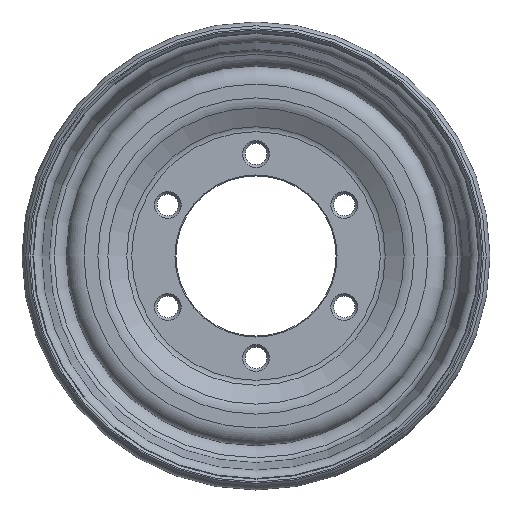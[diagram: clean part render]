
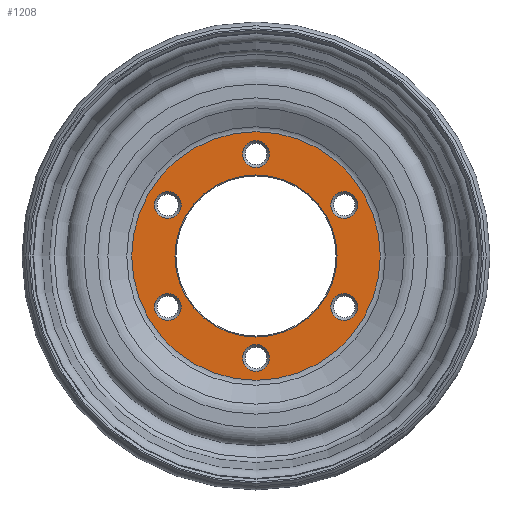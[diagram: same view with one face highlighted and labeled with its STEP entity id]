
A CAD part, left-side view. The second image highlights one B-rep face of the part: STEP entity #1208.
In plain terms, the highlighted planar face has unit normal (-1, 0, 0).
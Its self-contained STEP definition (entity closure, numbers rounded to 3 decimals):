
#908=CARTESIAN_POINT('',(-10.,100.459,-58.));
#909=VERTEX_POINT('',#908);
#910=CARTESIAN_POINT('',(-10.,88.768,-51.25));
#911=DIRECTION('',(1.0,0.0,0.0));
#912=DIRECTION('',(0.0,0.0,-1.0));
#913=AXIS2_PLACEMENT_3D('',#910,#911,#912);
#914=CIRCLE('',#913,13.5);
#915=EDGE_CURVE('',#909,#909,#914,.T.);
#956=CARTESIAN_POINT('',(-10.,0.,-116.));
#957=VERTEX_POINT('',#956);
#958=CARTESIAN_POINT('',(-10.,0.,-102.5));
#959=DIRECTION('',(1.0,0.0,0.0));
#960=DIRECTION('',(0.0,0.0,-1.0));
#961=AXIS2_PLACEMENT_3D('',#958,#959,#960);
#962=CIRCLE('',#961,13.5);
#963=EDGE_CURVE('',#957,#957,#962,.T.);
#1004=CARTESIAN_POINT('',(-10.,-100.459,-58.));
#1005=VERTEX_POINT('',#1004);
#1006=CARTESIAN_POINT('',(-10.,-88.768,-51.25));
#1007=DIRECTION('',(1.0,0.0,0.0));
#1008=DIRECTION('',(0.0,0.0,-1.0));
#1009=AXIS2_PLACEMENT_3D('',#1006,#1007,#1008);
#1010=CIRCLE('',#1009,13.5);
#1011=EDGE_CURVE('',#1005,#1005,#1010,.T.);
#1052=CARTESIAN_POINT('',(-10.,-100.459,58.));
#1053=VERTEX_POINT('',#1052);
#1054=CARTESIAN_POINT('',(-10.,-88.768,51.25));
#1055=DIRECTION('',(1.0,0.0,0.0));
#1056=DIRECTION('',(0.0,0.0,-1.0));
#1057=AXIS2_PLACEMENT_3D('',#1054,#1055,#1056);
#1058=CIRCLE('',#1057,13.5);
#1059=EDGE_CURVE('',#1053,#1053,#1058,.T.);
#1100=CARTESIAN_POINT('',(-10.,0.,116.));
#1101=VERTEX_POINT('',#1100);
#1102=CARTESIAN_POINT('',(-10.,0.,102.5));
#1103=DIRECTION('',(1.0,0.0,0.0));
#1104=DIRECTION('',(0.0,0.0,-1.0));
#1105=AXIS2_PLACEMENT_3D('',#1102,#1103,#1104);
#1106=CIRCLE('',#1105,13.5);
#1107=EDGE_CURVE('',#1101,#1101,#1106,.T.);
#1148=CARTESIAN_POINT('',(-10.,100.459,58.));
#1149=VERTEX_POINT('',#1148);
#1150=CARTESIAN_POINT('',(-10.,88.768,51.25));
#1151=DIRECTION('',(1.0,0.0,0.0));
#1152=DIRECTION('',(0.0,0.0,-1.0));
#1153=AXIS2_PLACEMENT_3D('',#1150,#1151,#1152);
#1154=CIRCLE('',#1153,13.5);
#1155=EDGE_CURVE('',#1149,#1149,#1154,.T.);
#1163=CARTESIAN_POINT('',(-10.,103.25,0.0));
#1164=DIRECTION('',(-1.0,0.0,0.0));
#1165=DIRECTION('',(0.0,0.0,1.0));
#1166=AXIS2_PLACEMENT_3D('',#1163,#1164,#1165);
#1167=PLANE('',#1166);
#1168=CARTESIAN_POINT('',(-10.,125.,0.0));
#1169=VERTEX_POINT('',#1168);
#1170=CARTESIAN_POINT('',(-10.,0.,0.0));
#1171=DIRECTION('',(1.0,0.0,0.0));
#1172=DIRECTION('',(0.0,1.0,0.0));
#1173=AXIS2_PLACEMENT_3D('',#1170,#1171,#1172);
#1174=CIRCLE('',#1173,125.);
#1175=EDGE_CURVE('',#1169,#1169,#1174,.T.);
#1176=ORIENTED_EDGE('',*,*,#1175,.F.);
#1177=EDGE_LOOP('',(#1176));
#1178=FACE_OUTER_BOUND('',#1177,.T.);
#1179=ORIENTED_EDGE('',*,*,#915,.T.);
#1180=EDGE_LOOP('',(#1179));
#1181=FACE_BOUND('',#1180,.T.);
#1182=ORIENTED_EDGE('',*,*,#963,.T.);
#1183=EDGE_LOOP('',(#1182));
#1184=FACE_BOUND('',#1183,.T.);
#1185=ORIENTED_EDGE('',*,*,#1011,.T.);
#1186=EDGE_LOOP('',(#1185));
#1187=FACE_BOUND('',#1186,.T.);
#1188=ORIENTED_EDGE('',*,*,#1059,.T.);
#1189=EDGE_LOOP('',(#1188));
#1190=FACE_BOUND('',#1189,.T.);
#1191=ORIENTED_EDGE('',*,*,#1107,.T.);
#1192=EDGE_LOOP('',(#1191));
#1193=FACE_BOUND('',#1192,.T.);
#1194=ORIENTED_EDGE('',*,*,#1155,.T.);
#1195=EDGE_LOOP('',(#1194));
#1196=FACE_BOUND('',#1195,.T.);
#1197=CARTESIAN_POINT('',(-10.,81.5,0.0));
#1198=VERTEX_POINT('',#1197);
#1199=CARTESIAN_POINT('',(-10.,0.,0.0));
#1200=DIRECTION('',(1.0,0.0,0.0));
#1201=DIRECTION('',(0.0,1.0,0.0));
#1202=AXIS2_PLACEMENT_3D('',#1199,#1200,#1201);
#1203=CIRCLE('',#1202,81.5);
#1204=EDGE_CURVE('',#1198,#1198,#1203,.T.);
#1205=ORIENTED_EDGE('',*,*,#1204,.T.);
#1206=EDGE_LOOP('',(#1205));
#1207=FACE_BOUND('',#1206,.T.);
#1208=ADVANCED_FACE('',(#1178,#1181,#1184,#1187,#1190,#1193,#1196,#1207),#1167,.T.);
